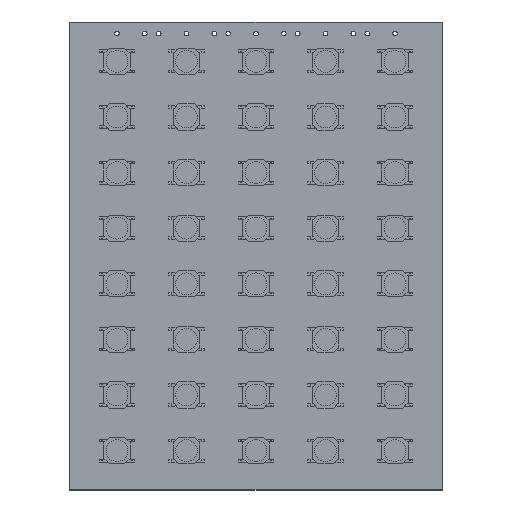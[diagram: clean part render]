
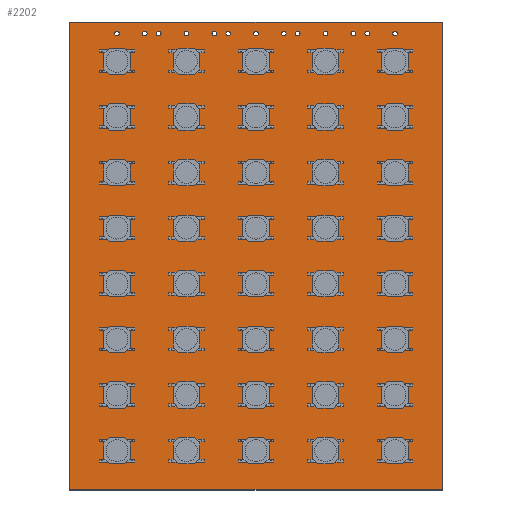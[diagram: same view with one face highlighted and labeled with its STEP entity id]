
A CAD part, top view. The second image highlights one B-rep face of the part: STEP entity #2202.
In plain terms, the highlighted planar face has unit normal (0, 0, 1).
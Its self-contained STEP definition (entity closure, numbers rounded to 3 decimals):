
#1947 = VERTEX_POINT('',#1948);
#1948 = CARTESIAN_POINT('',(34.,-85.5,1.6));
#1954 = EDGE_CURVE('',#1947,#1955,#1957,.T.);
#1955 = VERTEX_POINT('',#1956);
#1956 = CARTESIAN_POINT('',(-34.,-85.5,1.6));
#1957 = LINE('',#1958,#1959);
#1958 = CARTESIAN_POINT('',(34.,-85.5,1.6));
#1959 = VECTOR('',#1960,1.);
#1960 = DIRECTION('',(-1.,0.,0.));
#1987 = VERTEX_POINT('',#1988);
#1988 = CARTESIAN_POINT('',(34.,0.,1.6));
#1994 = EDGE_CURVE('',#1987,#1947,#1995,.T.);
#1995 = LINE('',#1996,#1997);
#1996 = CARTESIAN_POINT('',(34.,0.,1.6));
#1997 = VECTOR('',#1998,1.);
#1998 = DIRECTION('',(0.,-1.,0.));
#2016 = EDGE_CURVE('',#1955,#2017,#2019,.T.);
#2017 = VERTEX_POINT('',#2018);
#2018 = CARTESIAN_POINT('',(-34.,0.,1.6));
#2019 = LINE('',#2020,#2021);
#2020 = CARTESIAN_POINT('',(-34.,-85.5,1.6));
#2021 = VECTOR('',#2022,1.);
#2022 = DIRECTION('',(0.,1.,0.));
#2202 = ADVANCED_FACE('',(#2203,#2214,#2225,#2236,#2247,#2258,#2269,
    #2280,#2291,#2302,#2313,#2324,#2335,#2346),#2357,.T.);
#2203 = FACE_BOUND('',#2204,.T.);
#2204 = EDGE_LOOP('',(#2205,#2206,#2207,#2213));
#2205 = ORIENTED_EDGE('',*,*,#1954,.F.);
#2206 = ORIENTED_EDGE('',*,*,#1994,.F.);
#2207 = ORIENTED_EDGE('',*,*,#2208,.F.);
#2208 = EDGE_CURVE('',#2017,#1987,#2209,.T.);
#2209 = LINE('',#2210,#2211);
#2210 = CARTESIAN_POINT('',(-34.,0.,1.6));
#2211 = VECTOR('',#2212,1.);
#2212 = DIRECTION('',(1.,0.,0.));
#2213 = ORIENTED_EDGE('',*,*,#2016,.F.);
#2214 = FACE_BOUND('',#2215,.T.);
#2215 = EDGE_LOOP('',(#2216));
#2216 = ORIENTED_EDGE('',*,*,#2217,.T.);
#2217 = EDGE_CURVE('',#2218,#2218,#2220,.T.);
#2218 = VERTEX_POINT('',#2219);
#2219 = CARTESIAN_POINT('',(-25.4,-2.535,1.6));
#2220 = CIRCLE('',#2221,0.425);
#2221 = AXIS2_PLACEMENT_3D('',#2222,#2223,#2224);
#2222 = CARTESIAN_POINT('',(-25.4,-2.11,1.6));
#2223 = DIRECTION('',(-0.,0.,-1.));
#2224 = DIRECTION('',(-0.,-1.,0.));
#2225 = FACE_BOUND('',#2226,.T.);
#2226 = EDGE_LOOP('',(#2227));
#2227 = ORIENTED_EDGE('',*,*,#2228,.T.);
#2228 = EDGE_CURVE('',#2229,#2229,#2231,.T.);
#2229 = VERTEX_POINT('',#2230);
#2230 = CARTESIAN_POINT('',(-20.32,-2.535,1.6));
#2231 = CIRCLE('',#2232,0.425);
#2232 = AXIS2_PLACEMENT_3D('',#2233,#2234,#2235);
#2233 = CARTESIAN_POINT('',(-20.32,-2.11,1.6));
#2234 = DIRECTION('',(-0.,0.,-1.));
#2235 = DIRECTION('',(-0.,-1.,0.));
#2236 = FACE_BOUND('',#2237,.T.);
#2237 = EDGE_LOOP('',(#2238));
#2238 = ORIENTED_EDGE('',*,*,#2239,.T.);
#2239 = EDGE_CURVE('',#2240,#2240,#2242,.T.);
#2240 = VERTEX_POINT('',#2241);
#2241 = CARTESIAN_POINT('',(-17.78,-2.535,1.6));
#2242 = CIRCLE('',#2243,0.425);
#2243 = AXIS2_PLACEMENT_3D('',#2244,#2245,#2246);
#2244 = CARTESIAN_POINT('',(-17.78,-2.11,1.6));
#2245 = DIRECTION('',(-0.,0.,-1.));
#2246 = DIRECTION('',(-0.,-1.,0.));
#2247 = FACE_BOUND('',#2248,.T.);
#2248 = EDGE_LOOP('',(#2249));
#2249 = ORIENTED_EDGE('',*,*,#2250,.T.);
#2250 = EDGE_CURVE('',#2251,#2251,#2253,.T.);
#2251 = VERTEX_POINT('',#2252);
#2252 = CARTESIAN_POINT('',(-12.7,-2.535,1.6));
#2253 = CIRCLE('',#2254,0.425);
#2254 = AXIS2_PLACEMENT_3D('',#2255,#2256,#2257);
#2255 = CARTESIAN_POINT('',(-12.7,-2.11,1.6));
#2256 = DIRECTION('',(-0.,0.,-1.));
#2257 = DIRECTION('',(-0.,-1.,0.));
#2258 = FACE_BOUND('',#2259,.T.);
#2259 = EDGE_LOOP('',(#2260));
#2260 = ORIENTED_EDGE('',*,*,#2261,.T.);
#2261 = EDGE_CURVE('',#2262,#2262,#2264,.T.);
#2262 = VERTEX_POINT('',#2263);
#2263 = CARTESIAN_POINT('',(-7.62,-2.535,1.6));
#2264 = CIRCLE('',#2265,0.425);
#2265 = AXIS2_PLACEMENT_3D('',#2266,#2267,#2268);
#2266 = CARTESIAN_POINT('',(-7.62,-2.11,1.6));
#2267 = DIRECTION('',(-0.,0.,-1.));
#2268 = DIRECTION('',(-0.,-1.,0.));
#2269 = FACE_BOUND('',#2270,.T.);
#2270 = EDGE_LOOP('',(#2271));
#2271 = ORIENTED_EDGE('',*,*,#2272,.T.);
#2272 = EDGE_CURVE('',#2273,#2273,#2275,.T.);
#2273 = VERTEX_POINT('',#2274);
#2274 = CARTESIAN_POINT('',(7.62,-2.535,1.6));
#2275 = CIRCLE('',#2276,0.425);
#2276 = AXIS2_PLACEMENT_3D('',#2277,#2278,#2279);
#2277 = CARTESIAN_POINT('',(7.62,-2.11,1.6));
#2278 = DIRECTION('',(-0.,0.,-1.));
#2279 = DIRECTION('',(-0.,-1.,0.));
#2280 = FACE_BOUND('',#2281,.T.);
#2281 = EDGE_LOOP('',(#2282));
#2282 = ORIENTED_EDGE('',*,*,#2283,.T.);
#2283 = EDGE_CURVE('',#2284,#2284,#2286,.T.);
#2284 = VERTEX_POINT('',#2285);
#2285 = CARTESIAN_POINT('',(17.78,-2.535,1.6));
#2286 = CIRCLE('',#2287,0.425);
#2287 = AXIS2_PLACEMENT_3D('',#2288,#2289,#2290);
#2288 = CARTESIAN_POINT('',(17.78,-2.11,1.6));
#2289 = DIRECTION('',(-0.,0.,-1.));
#2290 = DIRECTION('',(-0.,-1.,0.));
#2291 = FACE_BOUND('',#2292,.T.);
#2292 = EDGE_LOOP('',(#2293));
#2293 = ORIENTED_EDGE('',*,*,#2294,.T.);
#2294 = EDGE_CURVE('',#2295,#2295,#2297,.T.);
#2295 = VERTEX_POINT('',#2296);
#2296 = CARTESIAN_POINT('',(20.32,-2.535,1.6));
#2297 = CIRCLE('',#2298,0.425);
#2298 = AXIS2_PLACEMENT_3D('',#2299,#2300,#2301);
#2299 = CARTESIAN_POINT('',(20.32,-2.11,1.6));
#2300 = DIRECTION('',(-0.,0.,-1.));
#2301 = DIRECTION('',(-0.,-1.,0.));
#2302 = FACE_BOUND('',#2303,.T.);
#2303 = EDGE_LOOP('',(#2304));
#2304 = ORIENTED_EDGE('',*,*,#2305,.T.);
#2305 = EDGE_CURVE('',#2306,#2306,#2308,.T.);
#2306 = VERTEX_POINT('',#2307);
#2307 = CARTESIAN_POINT('',(25.4,-2.535,1.6));
#2308 = CIRCLE('',#2309,0.425);
#2309 = AXIS2_PLACEMENT_3D('',#2310,#2311,#2312);
#2310 = CARTESIAN_POINT('',(25.4,-2.11,1.6));
#2311 = DIRECTION('',(-0.,0.,-1.));
#2312 = DIRECTION('',(-0.,-1.,0.));
#2313 = FACE_BOUND('',#2314,.T.);
#2314 = EDGE_LOOP('',(#2315));
#2315 = ORIENTED_EDGE('',*,*,#2316,.T.);
#2316 = EDGE_CURVE('',#2317,#2317,#2319,.T.);
#2317 = VERTEX_POINT('',#2318);
#2318 = CARTESIAN_POINT('',(-5.08,-2.535,1.6));
#2319 = CIRCLE('',#2320,0.425);
#2320 = AXIS2_PLACEMENT_3D('',#2321,#2322,#2323);
#2321 = CARTESIAN_POINT('',(-5.08,-2.11,1.6));
#2322 = DIRECTION('',(-0.,0.,-1.));
#2323 = DIRECTION('',(-0.,-1.,0.));
#2324 = FACE_BOUND('',#2325,.T.);
#2325 = EDGE_LOOP('',(#2326));
#2326 = ORIENTED_EDGE('',*,*,#2327,.T.);
#2327 = EDGE_CURVE('',#2328,#2328,#2330,.T.);
#2328 = VERTEX_POINT('',#2329);
#2329 = CARTESIAN_POINT('',(0.,-2.535,1.6));
#2330 = CIRCLE('',#2331,0.425);
#2331 = AXIS2_PLACEMENT_3D('',#2332,#2333,#2334);
#2332 = CARTESIAN_POINT('',(0.,-2.11,1.6));
#2333 = DIRECTION('',(-0.,0.,-1.));
#2334 = DIRECTION('',(0.,-1.,-0.));
#2335 = FACE_BOUND('',#2336,.T.);
#2336 = EDGE_LOOP('',(#2337));
#2337 = ORIENTED_EDGE('',*,*,#2338,.T.);
#2338 = EDGE_CURVE('',#2339,#2339,#2341,.T.);
#2339 = VERTEX_POINT('',#2340);
#2340 = CARTESIAN_POINT('',(5.08,-2.535,1.6));
#2341 = CIRCLE('',#2342,0.425);
#2342 = AXIS2_PLACEMENT_3D('',#2343,#2344,#2345);
#2343 = CARTESIAN_POINT('',(5.08,-2.11,1.6));
#2344 = DIRECTION('',(-0.,0.,-1.));
#2345 = DIRECTION('',(-0.,-1.,0.));
#2346 = FACE_BOUND('',#2347,.T.);
#2347 = EDGE_LOOP('',(#2348));
#2348 = ORIENTED_EDGE('',*,*,#2349,.T.);
#2349 = EDGE_CURVE('',#2350,#2350,#2352,.T.);
#2350 = VERTEX_POINT('',#2351);
#2351 = CARTESIAN_POINT('',(12.7,-2.535,1.6));
#2352 = CIRCLE('',#2353,0.425);
#2353 = AXIS2_PLACEMENT_3D('',#2354,#2355,#2356);
#2354 = CARTESIAN_POINT('',(12.7,-2.11,1.6));
#2355 = DIRECTION('',(-0.,0.,-1.));
#2356 = DIRECTION('',(-0.,-1.,0.));
#2357 = PLANE('',#2358);
#2358 = AXIS2_PLACEMENT_3D('',#2359,#2360,#2361);
#2359 = CARTESIAN_POINT('',(0.,0.,1.6));
#2360 = DIRECTION('',(0.,0.,1.));
#2361 = DIRECTION('',(1.,0.,-0.));
